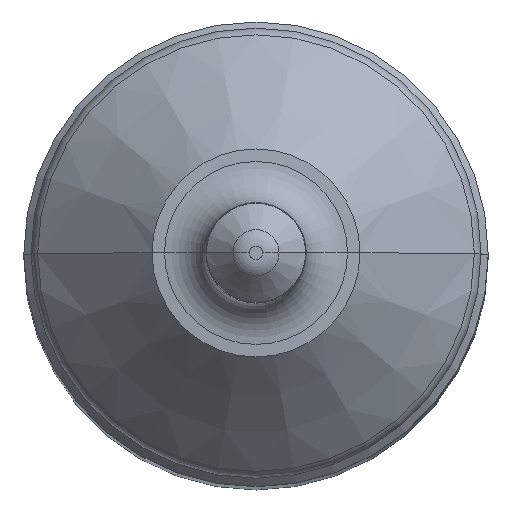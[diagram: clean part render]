
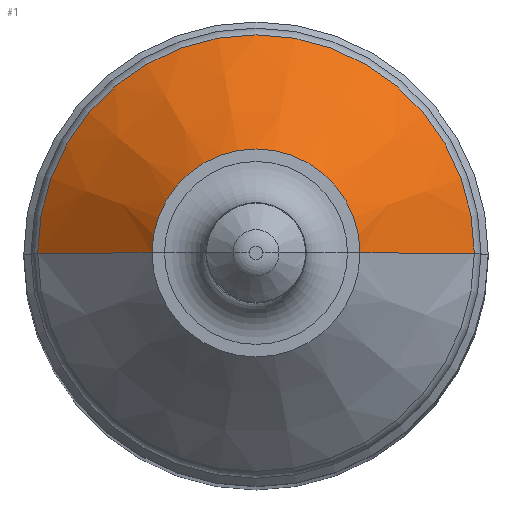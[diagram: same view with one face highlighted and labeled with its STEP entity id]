
A CAD part, top view. The second image highlights one B-rep face of the part: STEP entity #1.
In plain terms, the highlighted conical face has half-angle 45 degrees and reference radius 3.581 mm.
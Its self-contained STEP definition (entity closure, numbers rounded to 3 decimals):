
#1 = ADVANCED_FACE ( 'NONE', ( #313 ), #336, .T. ) ;
#2 = VERTEX_POINT ( 'NONE', #311 ) ;
#3 = VERTEX_POINT ( 'NONE', #335 ) ;
#19 = ORIENTED_EDGE ( 'NONE', *, *, #156, .F. ) ;
#119 = ORIENTED_EDGE ( 'NONE', *, *, #139, .F. ) ;
#139 = EDGE_CURVE ( 'NONE', #2, #153, #755, .T. ) ;
#140 = ORIENTED_EDGE ( 'NONE', *, *, #152, .T. ) ;
#152 = EDGE_CURVE ( 'NONE', #3, #154, #809, .T. ) ;
#153 = VERTEX_POINT ( 'NONE', #712 ) ;
#154 = VERTEX_POINT ( 'NONE', #810 ) ;
#156 = EDGE_CURVE ( 'NONE', #153, #154, #709, .T. ) ;
#158 = EDGE_CURVE ( 'NONE', #2, #3, #731, .T. ) ;
#176 = EDGE_LOOP ( 'NONE', ( #188, #140, #19, #119 ) ) ;
#188 = ORIENTED_EDGE ( 'NONE', *, *, #158, .T. ) ;
#257 = DIRECTION ( 'NONE',  ( -1., 0., 0. ) ) ;
#258 = DIRECTION ( 'NONE',  ( 0., 0., -1. ) ) ;
#259 = CARTESIAN_POINT ( 'NONE',  ( 0., 0., 96.05 ) ) ;
#261 = AXIS2_PLACEMENT_3D ( 'NONE', #259, #258, #257 ) ;
#311 = CARTESIAN_POINT ( 'NONE',  ( -3.581, 0., 96.05 ) ) ;
#313 = FACE_OUTER_BOUND ( 'NONE', #176, .T. ) ;
#335 = CARTESIAN_POINT ( 'NONE',  ( 3.581, 0., 96.05 ) ) ;
#336 = CONICAL_SURFACE ( 'NONE', #261, 3.581, 0.785 ) ;
#706 = AXIS2_PLACEMENT_3D ( 'NONE', #806, #805, #804 ) ;
#708 = CARTESIAN_POINT ( 'NONE',  ( 0., 0., 96.05 ) ) ;
#709 = CIRCLE ( 'NONE', #706, 7.52 ) ;
#710 = DIRECTION ( 'NONE',  ( 0.707, 0., -0.707 ) ) ;
#712 = CARTESIAN_POINT ( 'NONE',  ( -7.52, 0., 92.112 ) ) ;
#731 = CIRCLE ( 'NONE', #800, 3.581 ) ;
#741 = DIRECTION ( 'NONE',  ( -1., 0., 0. ) ) ;
#742 = DIRECTION ( 'NONE',  ( 0., 0., -1. ) ) ;
#752 = DIRECTION ( 'NONE',  ( -0.707, 0., -0.707 ) ) ;
#753 = VECTOR ( 'NONE', #752, 1000. ) ;
#754 = CARTESIAN_POINT ( 'NONE',  ( -3.581, 0., 96.05 ) ) ;
#755 = LINE ( 'NONE', #754, #753 ) ;
#800 = AXIS2_PLACEMENT_3D ( 'NONE', #708, #742, #741 ) ;
#804 = DIRECTION ( 'NONE',  ( -1., 0., 0. ) ) ;
#805 = DIRECTION ( 'NONE',  ( 0., 0., -1. ) ) ;
#806 = CARTESIAN_POINT ( 'NONE',  ( 0., 0., 92.112 ) ) ;
#807 = VECTOR ( 'NONE', #710, 1000. ) ;
#808 = CARTESIAN_POINT ( 'NONE',  ( 3.581, 0., 96.05 ) ) ;
#809 = LINE ( 'NONE', #808, #807 ) ;
#810 = CARTESIAN_POINT ( 'NONE',  ( 7.52, 0., 92.112 ) ) ;
